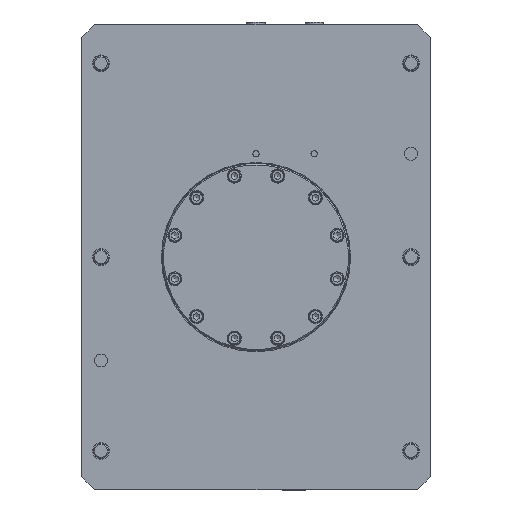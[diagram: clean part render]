
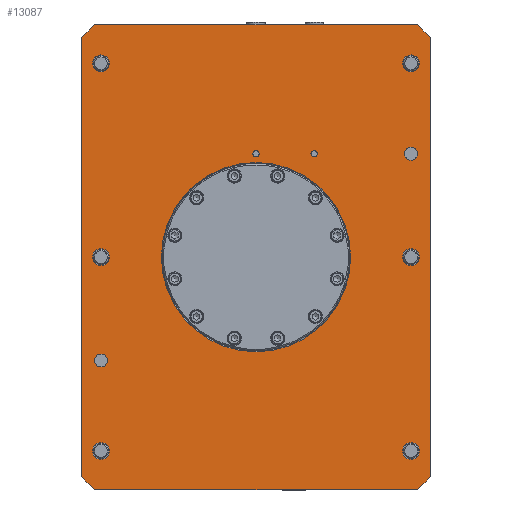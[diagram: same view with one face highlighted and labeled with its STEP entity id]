
A CAD part, front view. The second image highlights one B-rep face of the part: STEP entity #13087.
In plain terms, the highlighted planar face has unit normal (0, -1, 0).
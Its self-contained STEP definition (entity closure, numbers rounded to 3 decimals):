
#618=FACE_BOUND('',#2296,.T.);
#619=FACE_BOUND('',#2297,.T.);
#620=FACE_BOUND('',#2298,.T.);
#621=FACE_BOUND('',#2299,.T.);
#622=FACE_BOUND('',#2300,.T.);
#623=FACE_BOUND('',#2301,.T.);
#624=FACE_BOUND('',#2302,.T.);
#625=FACE_BOUND('',#2303,.T.);
#626=FACE_BOUND('',#2304,.T.);
#627=FACE_BOUND('',#2305,.T.);
#628=FACE_BOUND('',#2306,.T.);
#938=CIRCLE('',#14231,6.5);
#939=CIRCLE('',#14233,6.5);
#940=CIRCLE('',#14235,6.5);
#941=CIRCLE('',#14237,6.5);
#942=CIRCLE('',#14239,6.5);
#943=CIRCLE('',#14241,6.5);
#944=CIRCLE('',#14243,5.);
#945=CIRCLE('',#14244,5.);
#946=CIRCLE('',#14245,2.459);
#947=CIRCLE('',#14246,2.459);
#948=CIRCLE('',#14247,73.228);
#1498=FACE_OUTER_BOUND('',#2295,.T.);
#2295=EDGE_LOOP('',(#9386,#9387,#9388,#9389,#9390,#9391,#9392,#9393));
#2296=EDGE_LOOP('',(#9394));
#2297=EDGE_LOOP('',(#9395));
#2298=EDGE_LOOP('',(#9396));
#2299=EDGE_LOOP('',(#9397));
#2300=EDGE_LOOP('',(#9398));
#2301=EDGE_LOOP('',(#9399));
#2302=EDGE_LOOP('',(#9400));
#2303=EDGE_LOOP('',(#9401));
#2304=EDGE_LOOP('',(#9402));
#2305=EDGE_LOOP('',(#9403));
#2306=EDGE_LOOP('',(#9404));
#2829=LINE('',#18560,#3897);
#3111=LINE('',#20401,#4179);
#3118=LINE('',#20419,#4186);
#3149=LINE('',#20496,#4217);
#3150=LINE('',#20498,#4218);
#3151=LINE('',#20500,#4219);
#3152=LINE('',#20502,#4220);
#3153=LINE('',#20503,#4221);
#3897=VECTOR('',#14958,10.);
#4179=VECTOR('',#16306,10.);
#4186=VECTOR('',#16319,10.);
#4217=VECTOR('',#16406,10.);
#4218=VECTOR('',#16407,10.);
#4219=VECTOR('',#16408,10.);
#4220=VECTOR('',#16409,10.);
#4221=VECTOR('',#16410,10.);
#4965=VERTEX_POINT('',#18557);
#4966=VERTEX_POINT('',#18559);
#5452=VERTEX_POINT('',#20400);
#5459=VERTEX_POINT('',#20416);
#5460=VERTEX_POINT('',#20418);
#5473=VERTEX_POINT('',#20472);
#5474=VERTEX_POINT('',#20476);
#5475=VERTEX_POINT('',#20480);
#5476=VERTEX_POINT('',#20484);
#5477=VERTEX_POINT('',#20488);
#5478=VERTEX_POINT('',#20492);
#5479=VERTEX_POINT('',#20497);
#5480=VERTEX_POINT('',#20499);
#5481=VERTEX_POINT('',#20501);
#5482=VERTEX_POINT('',#20504);
#5483=VERTEX_POINT('',#20506);
#5484=VERTEX_POINT('',#20508);
#5485=VERTEX_POINT('',#20510);
#5486=VERTEX_POINT('',#20512);
#6156=EDGE_CURVE('',#4966,#4965,#2829,.T.);
#6863=EDGE_CURVE('',#4966,#5452,#3111,.T.);
#6871=EDGE_CURVE('',#5459,#5460,#3118,.T.);
#6901=EDGE_CURVE('',#5473,#5473,#938,.T.);
#6903=EDGE_CURVE('',#5474,#5474,#939,.T.);
#6905=EDGE_CURVE('',#5475,#5475,#940,.T.);
#6907=EDGE_CURVE('',#5476,#5476,#941,.T.);
#6909=EDGE_CURVE('',#5477,#5477,#942,.T.);
#6911=EDGE_CURVE('',#5478,#5478,#943,.T.);
#6912=EDGE_CURVE('',#5452,#5459,#3149,.T.);
#6913=EDGE_CURVE('',#5479,#4965,#3150,.T.);
#6914=EDGE_CURVE('',#5480,#5479,#3151,.T.);
#6915=EDGE_CURVE('',#5481,#5480,#3152,.T.);
#6916=EDGE_CURVE('',#5481,#5460,#3153,.T.);
#6917=EDGE_CURVE('',#5482,#5482,#944,.T.);
#6918=EDGE_CURVE('',#5483,#5483,#945,.T.);
#6919=EDGE_CURVE('',#5484,#5484,#946,.T.);
#6920=EDGE_CURVE('',#5485,#5485,#947,.T.);
#6921=EDGE_CURVE('',#5486,#5486,#948,.T.);
#9386=ORIENTED_EDGE('',*,*,#6871,.F.);
#9387=ORIENTED_EDGE('',*,*,#6912,.F.);
#9388=ORIENTED_EDGE('',*,*,#6863,.F.);
#9389=ORIENTED_EDGE('',*,*,#6156,.T.);
#9390=ORIENTED_EDGE('',*,*,#6913,.F.);
#9391=ORIENTED_EDGE('',*,*,#6914,.F.);
#9392=ORIENTED_EDGE('',*,*,#6915,.F.);
#9393=ORIENTED_EDGE('',*,*,#6916,.T.);
#9394=ORIENTED_EDGE('',*,*,#6917,.T.);
#9395=ORIENTED_EDGE('',*,*,#6918,.T.);
#9396=ORIENTED_EDGE('',*,*,#6919,.T.);
#9397=ORIENTED_EDGE('',*,*,#6920,.T.);
#9398=ORIENTED_EDGE('',*,*,#6901,.T.);
#9399=ORIENTED_EDGE('',*,*,#6903,.T.);
#9400=ORIENTED_EDGE('',*,*,#6905,.T.);
#9401=ORIENTED_EDGE('',*,*,#6907,.T.);
#9402=ORIENTED_EDGE('',*,*,#6909,.T.);
#9403=ORIENTED_EDGE('',*,*,#6911,.T.);
#9404=ORIENTED_EDGE('',*,*,#6921,.F.);
#11792=PLANE('',#14242);
#13087=ADVANCED_FACE('',(#1498,#618,#619,#620,#621,#622,#623,#624,#625,
#626,#627,#628),#11792,.T.);
#14231=AXIS2_PLACEMENT_3D('',#20474,#16377,#16378);
#14233=AXIS2_PLACEMENT_3D('',#20478,#16382,#16383);
#14235=AXIS2_PLACEMENT_3D('',#20482,#16387,#16388);
#14237=AXIS2_PLACEMENT_3D('',#20486,#16392,#16393);
#14239=AXIS2_PLACEMENT_3D('',#20490,#16397,#16398);
#14241=AXIS2_PLACEMENT_3D('',#20494,#16402,#16403);
#14242=AXIS2_PLACEMENT_3D('',#20495,#16404,#16405);
#14243=AXIS2_PLACEMENT_3D('',#20505,#16411,#16412);
#14244=AXIS2_PLACEMENT_3D('',#20507,#16413,#16414);
#14245=AXIS2_PLACEMENT_3D('',#20509,#16415,#16416);
#14246=AXIS2_PLACEMENT_3D('',#20511,#16417,#16418);
#14247=AXIS2_PLACEMENT_3D('',#20513,#16419,#16420);
#14958=DIRECTION('',(-1.,0.,0.));
#16306=DIRECTION('',(0.707,0.,-0.707));
#16319=DIRECTION('',(-0.707,0.,-0.707));
#16377=DIRECTION('center_axis',(0.,1.,0.));
#16378=DIRECTION('ref_axis',(-1.,0.,0.));
#16382=DIRECTION('center_axis',(0.,1.,0.));
#16383=DIRECTION('ref_axis',(-1.,0.,0.));
#16387=DIRECTION('center_axis',(0.,1.,0.));
#16388=DIRECTION('ref_axis',(-1.,0.,0.));
#16392=DIRECTION('center_axis',(0.,1.,0.));
#16393=DIRECTION('ref_axis',(-1.,0.,0.));
#16397=DIRECTION('center_axis',(0.,1.,0.));
#16398=DIRECTION('ref_axis',(-1.,0.,0.));
#16402=DIRECTION('center_axis',(0.,1.,0.));
#16403=DIRECTION('ref_axis',(-1.,0.,0.));
#16404=DIRECTION('center_axis',(0.,-1.,0.));
#16405=DIRECTION('ref_axis',(0.,0.,
1.));
#16406=DIRECTION('',(0.,0.,-1.));
#16407=DIRECTION('',(0.707,0.,0.707));
#16408=DIRECTION('',(0.,0.,1.));
#16409=DIRECTION('',(-0.707,0.,0.707));
#16410=DIRECTION('',(1.,0.,0.));
#16411=DIRECTION('center_axis',(0.,1.,0.));
#16412=DIRECTION('ref_axis',(-1.,0.,0.));
#16413=DIRECTION('center_axis',(0.,1.,0.));
#16414=DIRECTION('ref_axis',(-1.,0.,0.));
#16415=DIRECTION('center_axis',(0.,1.,0.));
#16416=DIRECTION('ref_axis',(-1.,0.,0.));
#16417=DIRECTION('center_axis',(0.,1.,0.));
#16418=DIRECTION('ref_axis',(-1.,0.,0.));
#16419=DIRECTION('center_axis',(0.,-1.,0.));
#16420=DIRECTION('ref_axis',(1.,0.,0.));
#18557=CARTESIAN_POINT('',(-125.661,0.491,395.79));
#18559=CARTESIAN_POINT('',(124.339,0.491,395.79));
#18560=CARTESIAN_POINT('',(-135.661,0.491,395.79));
#20400=CARTESIAN_POINT('',(134.339,0.491,385.79));
#20401=CARTESIAN_POINT('',(106.839,0.491,413.29));
#20416=CARTESIAN_POINT('',(134.339,0.491,45.79));
#20418=CARTESIAN_POINT('',(124.339,0.491,35.79));
#20419=CARTESIAN_POINT('',(106.839,0.491,18.29));
#20472=CARTESIAN_POINT('',(-114.161,0.491,215.79));
#20474=CARTESIAN_POINT('Origin',(-120.661,0.491,215.79));
#20476=CARTESIAN_POINT('',(125.839,0.491,65.79));
#20478=CARTESIAN_POINT('Origin',(119.339,0.491,65.79));
#20480=CARTESIAN_POINT('',(-114.161,0.491,365.79));
#20482=CARTESIAN_POINT('Origin',(-120.661,0.491,365.79));
#20484=CARTESIAN_POINT('',(125.839,0.491,365.79));
#20486=CARTESIAN_POINT('Origin',(119.339,0.491,365.79));
#20488=CARTESIAN_POINT('',(-114.161,0.491,65.79));
#20490=CARTESIAN_POINT('Origin',(-120.661,0.491,65.79));
#20492=CARTESIAN_POINT('',(125.839,0.491,215.79));
#20494=CARTESIAN_POINT('Origin',(119.339,0.491,215.79));
#20495=CARTESIAN_POINT('Origin',(-135.661,0.491,215.79));
#20496=CARTESIAN_POINT('',(134.339,0.491,215.79));
#20497=CARTESIAN_POINT('',(-135.661,0.491,385.79));
#20498=CARTESIAN_POINT('',(-175.661,0.491,345.79));
#20499=CARTESIAN_POINT('',(-135.661,0.491,45.79));
#20500=CARTESIAN_POINT('',(-135.661,0.491,215.79));
#20501=CARTESIAN_POINT('',(-125.661,0.491,35.79));
#20502=CARTESIAN_POINT('',(-175.661,0.491,85.79));
#20503=CARTESIAN_POINT('',(-135.661,0.491,35.79));
#20504=CARTESIAN_POINT('',(-115.661,0.491,135.79));
#20505=CARTESIAN_POINT('Origin',(-120.661,0.491,135.79));
#20506=CARTESIAN_POINT('',(124.339,0.491,295.79));
#20507=CARTESIAN_POINT('Origin',(119.339,0.491,295.79));
#20508=CARTESIAN_POINT('',(-43.203,0.491,135.79));
#20509=CARTESIAN_POINT('Origin',(-45.661,0.491,135.79));
#20510=CARTESIAN_POINT('',(1.797,0.491,135.79));
#20511=CARTESIAN_POINT('Origin',(-0.661,0.491,135.79));
#20512=CARTESIAN_POINT('',(-73.889,0.491,215.79));
#20513=CARTESIAN_POINT('Origin',(-0.661,0.491,215.79));
